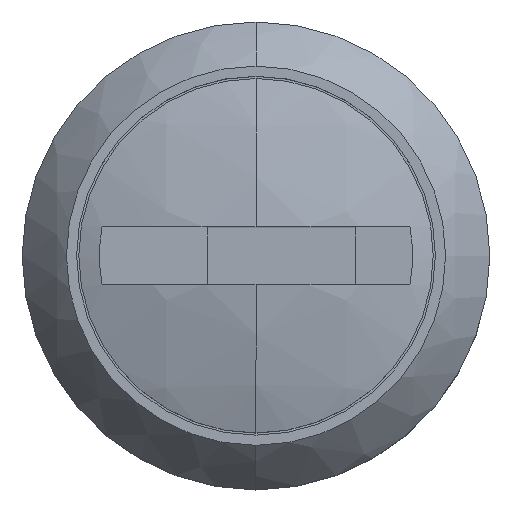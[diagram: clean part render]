
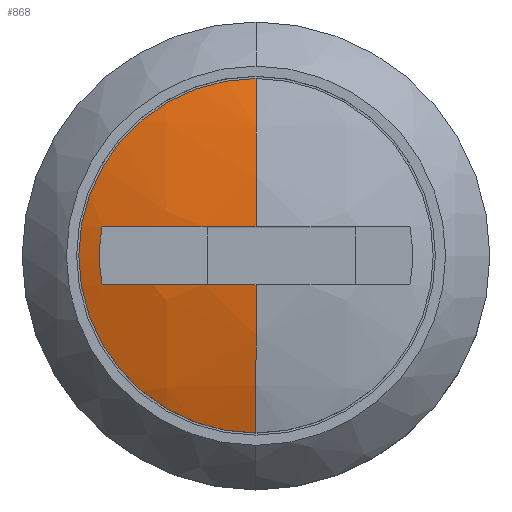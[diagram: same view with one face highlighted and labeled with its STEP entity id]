
A CAD part, top view. The second image highlights one B-rep face of the part: STEP entity #868.
In plain terms, the highlighted spherical face has radius 25 mm.
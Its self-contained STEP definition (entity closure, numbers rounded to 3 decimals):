
#12 = CARTESIAN_POINT ( 'NONE',  ( 0., 0., -1.1 ) ) ;
#25 = CARTESIAN_POINT ( 'NONE',  ( 0., 0., -1.418 ) ) ;
#68 = CARTESIAN_POINT ( 'NONE',  ( -7.209, -1.35, -1.1 ) ) ;
#70 = DIRECTION ( 'NONE',  ( -1., 0., 0. ) ) ;
#73 = AXIS2_PLACEMENT_3D ( 'NONE', #658, #439, #1145 ) ;
#125 = EDGE_CURVE ( 'NONE', #515, #2541, #1378, .T. ) ;
#141 = EDGE_CURVE ( 'NONE', #515, #2891, #1806, .T. ) ;
#244 = DIRECTION ( 'NONE',  ( 1., 0., 0. ) ) ;
#293 = CARTESIAN_POINT ( 'NONE',  ( -7.209, 1.35, -1.1 ) ) ;
#366 = CIRCLE ( 'NONE', #1850, 8.3 ) ;
#439 = DIRECTION ( 'NONE',  ( -1., 0., 0. ) ) ;
#515 = VERTEX_POINT ( 'NONE', #293 ) ;
#530 = EDGE_LOOP ( 'NONE', ( #2755, #1956, #1846, #2417, #1292, #2216, #2622 ) ) ;
#658 = CARTESIAN_POINT ( 'NONE',  ( 0., 0., -25. ) ) ;
#734 = VERTEX_POINT ( 'NONE', #1513 ) ;
#866 = DIRECTION ( 'NONE',  ( 1., 0., 0. ) ) ;
#868 = ADVANCED_FACE ( 'NONE', ( #2728 ), #1308, .T. ) ;
#979 = EDGE_CURVE ( 'NONE', #1717, #734, #1286, .T. ) ;
#1032 = VERTEX_POINT ( 'NONE', #1828 ) ;
#1123 = CARTESIAN_POINT ( 'NONE',  ( 0., 1.35, -25. ) ) ;
#1145 = DIRECTION ( 'NONE',  ( 0., 1., 0. ) ) ;
#1150 = VERTEX_POINT ( 'NONE', #2163 ) ;
#1275 = EDGE_CURVE ( 'NONE', #1150, #1032, #366, .T. ) ;
#1286 = CIRCLE ( 'NONE', #1357, 25. ) ;
#1292 = ORIENTED_EDGE ( 'NONE', *, *, #125, .F. ) ;
#1308 = SPHERICAL_SURFACE ( 'NONE', #73, 25. ) ;
#1351 = CARTESIAN_POINT ( 'NONE',  ( 0., 1.35, -0.036 ) ) ;
#1357 = AXIS2_PLACEMENT_3D ( 'NONE', #2324, #70, #2309 ) ;
#1378 = CIRCLE ( 'NONE', #2503, 7.334 ) ;
#1471 = CARTESIAN_POINT ( 'NONE',  ( 0., 0., -25. ) ) ;
#1513 = CARTESIAN_POINT ( 'NONE',  ( 0., -1.35, -0.036 ) ) ;
#1668 = EDGE_CURVE ( 'NONE', #1032, #1717, #2349, .T. ) ;
#1704 = AXIS2_PLACEMENT_3D ( 'NONE', #2379, #2603, #2830 ) ;
#1707 = CIRCLE ( 'NONE', #2652, 25. ) ;
#1717 = VERTEX_POINT ( 'NONE', #2616 ) ;
#1781 = DIRECTION ( 'NONE',  ( -1., 0., 0. ) ) ;
#1795 = AXIS2_PLACEMENT_3D ( 'NONE', #1123, #2235, #1781 ) ;
#1806 = CIRCLE ( 'NONE', #1795, 24.964 ) ;
#1828 = CARTESIAN_POINT ( 'NONE',  ( -8.3, 0., -1.418 ) ) ;
#1846 = ORIENTED_EDGE ( 'NONE', *, *, #979, .T. ) ;
#1850 = AXIS2_PLACEMENT_3D ( 'NONE', #25, #2071, #244 ) ;
#1956 = ORIENTED_EDGE ( 'NONE', *, *, #1668, .T. ) ;
#2012 = DIRECTION ( 'NONE',  ( 0., 0., -1. ) ) ;
#2071 = DIRECTION ( 'NONE',  ( 0., 0., 1. ) ) ;
#2114 = AXIS2_PLACEMENT_3D ( 'NONE', #2154, #2832, #2387 ) ;
#2154 = CARTESIAN_POINT ( 'NONE',  ( 0., 0., -1.418 ) ) ;
#2163 = CARTESIAN_POINT ( 'NONE',  ( 0., 8.3, -1.418 ) ) ;
#2216 = ORIENTED_EDGE ( 'NONE', *, *, #141, .T. ) ;
#2235 = DIRECTION ( 'NONE',  ( 0., 1., 0. ) ) ;
#2309 = DIRECTION ( 'NONE',  ( 0., -1., 0. ) ) ;
#2321 = EDGE_CURVE ( 'NONE', #734, #2541, #2623, .T. ) ;
#2324 = CARTESIAN_POINT ( 'NONE',  ( 0., 0., -25. ) ) ;
#2349 = CIRCLE ( 'NONE', #2114, 8.3 ) ;
#2379 = CARTESIAN_POINT ( 'NONE',  ( 0., -1.35, -25. ) ) ;
#2387 = DIRECTION ( 'NONE',  ( 1., 0., 0. ) ) ;
#2417 = ORIENTED_EDGE ( 'NONE', *, *, #2321, .T. ) ;
#2456 = DIRECTION ( 'NONE',  ( 1., 0., 0. ) ) ;
#2503 = AXIS2_PLACEMENT_3D ( 'NONE', #12, #2718, #2456 ) ;
#2541 = VERTEX_POINT ( 'NONE', #68 ) ;
#2559 = EDGE_CURVE ( 'NONE', #1150, #2891, #1707, .T. ) ;
#2603 = DIRECTION ( 'NONE',  ( 0., -1., 0. ) ) ;
#2616 = CARTESIAN_POINT ( 'NONE',  ( 0., -8.3, -1.418 ) ) ;
#2622 = ORIENTED_EDGE ( 'NONE', *, *, #2559, .F. ) ;
#2623 = CIRCLE ( 'NONE', #1704, 24.964 ) ;
#2652 = AXIS2_PLACEMENT_3D ( 'NONE', #1471, #866, #2012 ) ;
#2718 = DIRECTION ( 'NONE',  ( 0., 0., 1. ) ) ;
#2728 = FACE_OUTER_BOUND ( 'NONE', #530, .T. ) ;
#2755 = ORIENTED_EDGE ( 'NONE', *, *, #1275, .T. ) ;
#2830 = DIRECTION ( 'NONE',  ( 1., 0., 0. ) ) ;
#2832 = DIRECTION ( 'NONE',  ( 0., 0., 1. ) ) ;
#2891 = VERTEX_POINT ( 'NONE', #1351 ) ;
